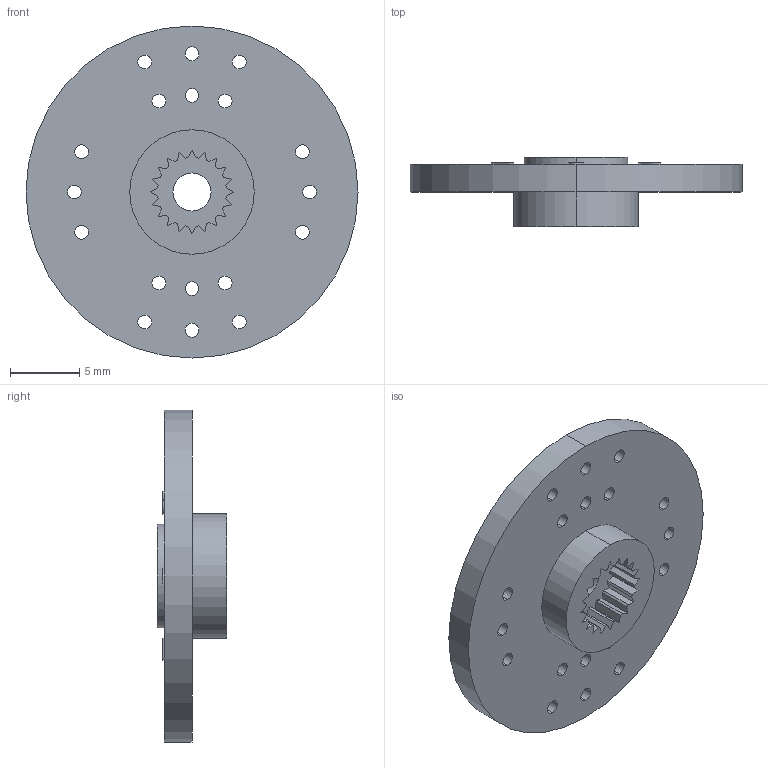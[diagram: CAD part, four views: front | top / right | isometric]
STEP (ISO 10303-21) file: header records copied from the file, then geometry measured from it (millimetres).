
FILE_DESCRIPTION (( 'STEP AP203' ), '1' );
FILE_NAME ('Pack and go 8-II( Updated Final Assembly File)hs-422_horn_disc_sws(1)_Default_sldprt.STEP', '2024-12-13T20:43:27', ( '' ), ( '' ), 'SwSTEP 2.0', 'SolidWorks 2024', '' );
FILE_SCHEMA (( 'CONFIG_CONTROL_DESIGN' ));
Length unit declared in the file: millimetre
Products named in the file (1): Pack and go 8-II( Updated Final Assembly File)hs-422_horn_disc_sws(1)_Default_sldprt
Bounding box: 24 x 5 x 24 mm (x, y, z)
Volume: 963.3 mm3; surface area: 1315.5 mm2
Topology: 1 solids, 1 shells, 165 faces, 462 edges, 308 vertices
Faces by surface type: plane 79, cylinder 66, bspline 20
Entity records: 6529 total; most frequent: CARTESIAN_POINT 2124, ORIENTED_EDGE 924, DIRECTION 846, EDGE_CURVE 462, VERTEX_POINT 308, VECTOR 290, LINE 290, AXIS2_PLACEMENT_3D 278
